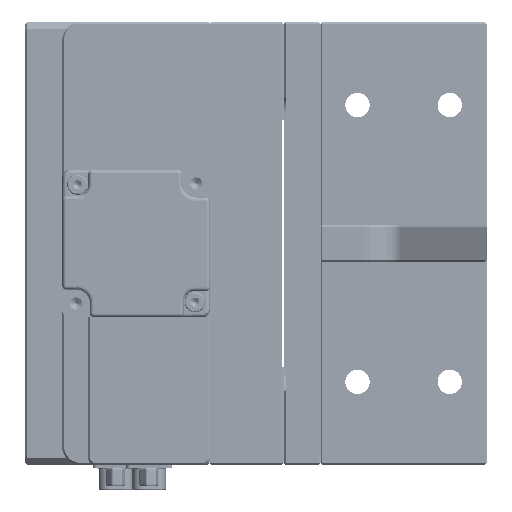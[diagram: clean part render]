
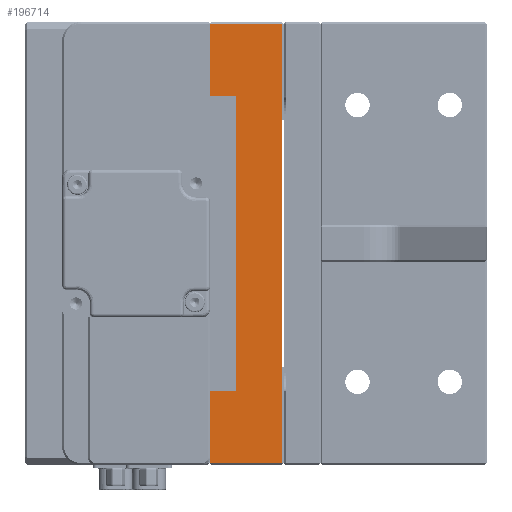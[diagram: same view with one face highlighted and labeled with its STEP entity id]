
A CAD part, left-side view. The second image highlights one B-rep face of the part: STEP entity #196714.
In plain terms, the highlighted planar face has unit normal (-1, 0, 0).
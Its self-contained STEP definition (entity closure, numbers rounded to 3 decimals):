
#42 = VECTOR ( 'NONE', #131919, 1000. ) ;
#160 = EDGE_CURVE ( 'NONE', #164239, #273231, #83095, .T. ) ;
#3696 = LINE ( 'NONE', #42048, #105545 ) ;
#7460 = DIRECTION ( 'NONE',  ( 0., 1., 0. ) ) ;
#12130 = VECTOR ( 'NONE', #7460, 1000. ) ;
#20132 = LINE ( 'NONE', #94540, #133024 ) ;
#21472 = LINE ( 'NONE', #303560, #93561 ) ;
#21683 = EDGE_CURVE ( 'NONE', #196751, #192962, #217516, .T. ) ;
#23370 = EDGE_CURVE ( 'NONE', #117340, #203125, #234363, .T. ) ;
#27795 = CARTESIAN_POINT ( 'NONE',  ( -154., 13., -40. ) ) ;
#41178 = CARTESIAN_POINT ( 'NONE',  ( -154., 20., 40. ) ) ;
#42048 = CARTESIAN_POINT ( 'NONE',  ( -154., 0.5, 60. ) ) ;
#42939 = DIRECTION ( 'NONE',  ( 0., 0., 1. ) ) ;
#48700 = EDGE_CURVE ( 'NONE', #192962, #273231, #155104, .T. ) ;
#52404 = DIRECTION ( 'NONE',  ( 0., 1., 0. ) ) ;
#53470 = EDGE_CURVE ( 'NONE', #244729, #156482, #57540, .T. ) ;
#54666 = AXIS2_PLACEMENT_3D ( 'NONE', #64552, #259792, #279874 ) ;
#57540 = LINE ( 'NONE', #128845, #12130 ) ;
#57667 = ORIENTED_EDGE ( 'NONE', *, *, #80002, .T. ) ;
#63907 = DIRECTION ( 'NONE',  ( 0., 0., 1. ) ) ;
#63910 = EDGE_CURVE ( 'NONE', #117340, #244729, #21472, .T. ) ;
#64552 = CARTESIAN_POINT ( 'NONE',  ( -154., 20., 60. ) ) ;
#66385 = CARTESIAN_POINT ( 'NONE',  ( -154., 0.5, -59.5 ) ) ;
#69023 = DIRECTION ( 'NONE',  ( 0., 0., 1. ) ) ;
#75391 = VERTEX_POINT ( 'NONE', #263080 ) ;
#78731 = VECTOR ( 'NONE', #52404, 1000. ) ;
#80002 = EDGE_CURVE ( 'NONE', #164239, #290683, #3696, .T. ) ;
#83095 = LINE ( 'NONE', #87540, #42 ) ;
#87540 = CARTESIAN_POINT ( 'NONE',  ( -154., 0.5, -33.5 ) ) ;
#88325 = VECTOR ( 'NONE', #132062, 1000. ) ;
#90575 = DIRECTION ( 'NONE',  ( 0., 0., 1. ) ) ;
#93561 = VECTOR ( 'NONE', #63907, 1000. ) ;
#94540 = CARTESIAN_POINT ( 'NONE',  ( -154., 20., 60. ) ) ;
#101329 = ORIENTED_EDGE ( 'NONE', *, *, #23370, .T. ) ;
#105545 = VECTOR ( 'NONE', #90575, 1000. ) ;
#106972 = EDGE_LOOP ( 'NONE', ( #243822, #208029, #263574, #159717, #57667, #185426, #158392, #132198, #303127, #101329 ) ) ;
#117340 = VERTEX_POINT ( 'NONE', #27795 ) ;
#123097 = CARTESIAN_POINT ( 'NONE',  ( -154., 20., 59.5 ) ) ;
#128845 = CARTESIAN_POINT ( 'NONE',  ( -154., -91.302, 40. ) ) ;
#131919 = DIRECTION ( 'NONE',  ( 0., 0., -1. ) ) ;
#132062 = DIRECTION ( 'NONE',  ( 0., 0., 1. ) ) ;
#132198 = ORIENTED_EDGE ( 'NONE', *, *, #53470, .F. ) ;
#133024 = VECTOR ( 'NONE', #42939, 1000. ) ;
#143775 = CARTESIAN_POINT ( 'NONE',  ( -154., 13., 40. ) ) ;
#155104 = LINE ( 'NONE', #188327, #173857 ) ;
#156482 = VERTEX_POINT ( 'NONE', #41178 ) ;
#158392 = ORIENTED_EDGE ( 'NONE', *, *, #217436, .F. ) ;
#159717 = ORIENTED_EDGE ( 'NONE', *, *, #160, .F. ) ;
#161412 = EDGE_CURVE ( 'NONE', #290683, #75391, #195674, .T. ) ;
#164239 = VERTEX_POINT ( 'NONE', #208053 ) ;
#173857 = VECTOR ( 'NONE', #69023, 1000. ) ;
#183516 = CARTESIAN_POINT ( 'NONE',  ( -154., 0.5, -33.5 ) ) ;
#184021 = CARTESIAN_POINT ( 'NONE',  ( -154., 0.5, 59.5 ) ) ;
#184875 = EDGE_CURVE ( 'NONE', #196751, #203125, #20132, .T. ) ;
#185426 = ORIENTED_EDGE ( 'NONE', *, *, #161412, .T. ) ;
#188327 = CARTESIAN_POINT ( 'NONE',  ( -154., 0.5, -33.5 ) ) ;
#190396 = LINE ( 'NONE', #276675, #88325 ) ;
#192962 = VERTEX_POINT ( 'NONE', #66385 ) ;
#195674 = LINE ( 'NONE', #123097, #78731 ) ;
#196714 = ADVANCED_FACE ( 'NONE', ( #238602 ), #305208, .F. ) ;
#196751 = VERTEX_POINT ( 'NONE', #210235 ) ;
#198015 = CARTESIAN_POINT ( 'NONE',  ( -154., 20., -59.5 ) ) ;
#203125 = VERTEX_POINT ( 'NONE', #311965 ) ;
#208029 = ORIENTED_EDGE ( 'NONE', *, *, #21683, .T. ) ;
#208053 = CARTESIAN_POINT ( 'NONE',  ( -154., 0.5, 33.5 ) ) ;
#210235 = CARTESIAN_POINT ( 'NONE',  ( -154., 20., -59.5 ) ) ;
#217436 = EDGE_CURVE ( 'NONE', #156482, #75391, #190396, .T. ) ;
#217516 = LINE ( 'NONE', #198015, #296817 ) ;
#234363 = LINE ( 'NONE', #239037, #238253 ) ;
#238253 = VECTOR ( 'NONE', #310804, 1000. ) ;
#238602 = FACE_OUTER_BOUND ( 'NONE', #106972, .T. ) ;
#239037 = CARTESIAN_POINT ( 'NONE',  ( -154., -91.302, -40. ) ) ;
#243822 = ORIENTED_EDGE ( 'NONE', *, *, #184875, .F. ) ;
#244729 = VERTEX_POINT ( 'NONE', #143775 ) ;
#259792 = DIRECTION ( 'NONE',  ( 1., 0., 0. ) ) ;
#263080 = CARTESIAN_POINT ( 'NONE',  ( -154., 20., 59.5 ) ) ;
#263574 = ORIENTED_EDGE ( 'NONE', *, *, #48700, .T. ) ;
#273231 = VERTEX_POINT ( 'NONE', #183516 ) ;
#276675 = CARTESIAN_POINT ( 'NONE',  ( -154., 20., 60. ) ) ;
#279874 = DIRECTION ( 'NONE',  ( 0., 0., -1. ) ) ;
#290683 = VERTEX_POINT ( 'NONE', #184021 ) ;
#293067 = DIRECTION ( 'NONE',  ( 0., -1., 0. ) ) ;
#296817 = VECTOR ( 'NONE', #293067, 1000. ) ;
#303127 = ORIENTED_EDGE ( 'NONE', *, *, #63910, .F. ) ;
#303560 = CARTESIAN_POINT ( 'NONE',  ( -154., 13., -40. ) ) ;
#305208 = PLANE ( 'NONE',  #54666 ) ;
#310804 = DIRECTION ( 'NONE',  ( 0., 1., 0. ) ) ;
#311965 = CARTESIAN_POINT ( 'NONE',  ( -154., 20., -40. ) ) ;
